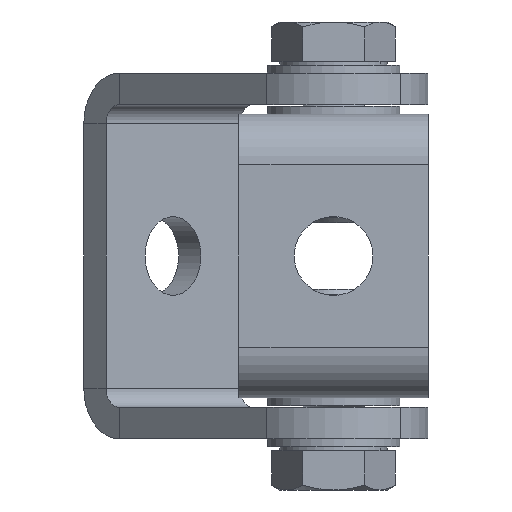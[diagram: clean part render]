
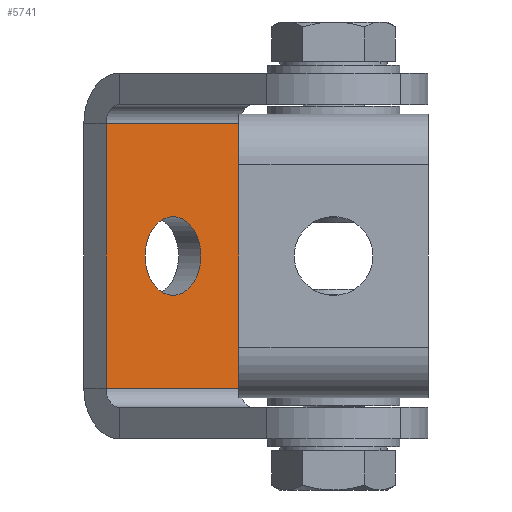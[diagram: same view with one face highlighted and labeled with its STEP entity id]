
A CAD part, front view. The second image highlights one B-rep face of the part: STEP entity #5741.
In plain terms, the highlighted face is planar.
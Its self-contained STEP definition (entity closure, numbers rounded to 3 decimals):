
#133 = ORIENTED_EDGE ( 'NONE', *, *, #9331, .F. ) ;
#184 = LINE ( 'NONE', #2778, #12726 ) ;
#195 = VERTEX_POINT ( 'NONE', #4204 ) ;
#536 = EDGE_LOOP ( 'NONE', ( #133, #4093 ) ) ;
#699 = VERTEX_POINT ( 'NONE', #13605 ) ;
#1070 = DIRECTION ( 'NONE',  ( 0., 0., 1. ) ) ;
#1177 = VERTEX_POINT ( 'NONE', #7187 ) ;
#1199 = AXIS2_PLACEMENT_3D ( 'NONE', #3145, #3478, #12767 ) ;
#1483 = EDGE_CURVE ( 'NONE', #13149, #4544, #13615, .T. ) ;
#1718 = DIRECTION ( 'NONE',  ( -1., 0., 0. ) ) ;
#1765 = CARTESIAN_POINT ( 'NONE',  ( 15., 5., 21. ) ) ;
#1950 = DIRECTION ( 'NONE',  ( 0., 0., -1. ) ) ;
#2259 = ORIENTED_EDGE ( 'NONE', *, *, #2757, .T. ) ;
#2270 = LINE ( 'NONE', #12281, #12582 ) ;
#2350 = DIRECTION ( 'NONE',  ( 1., 0., 0. ) ) ;
#2406 = CARTESIAN_POINT ( 'NONE',  ( 0., 5., 0. ) ) ;
#2600 = ORIENTED_EDGE ( 'NONE', *, *, #4136, .T. ) ;
#2757 = EDGE_CURVE ( 'NONE', #4544, #7146, #2270, .T. ) ;
#2778 = CARTESIAN_POINT ( 'NONE',  ( 15., 5., -21. ) ) ;
#2797 = VECTOR ( 'NONE', #2350, 1000. ) ;
#3005 = CARTESIAN_POINT ( 'NONE',  ( -15., 5., -29. ) ) ;
#3083 = EDGE_LOOP ( 'NONE', ( #8021, #11159, #2259, #2600 ) ) ;
#3145 = CARTESIAN_POINT ( 'NONE',  ( 0., 5., 0. ) ) ;
#3478 = DIRECTION ( 'NONE',  ( 0., 1., 0. ) ) ;
#3484 = CIRCLE ( 'NONE', #7282, 6.25 ) ;
#3502 = DIRECTION ( 'NONE',  ( 0., 0., 1. ) ) ;
#3937 = EDGE_CURVE ( 'NONE', #13149, #699, #10839, .T. ) ;
#4093 = ORIENTED_EDGE ( 'NONE', *, *, #11944, .F. ) ;
#4136 = EDGE_CURVE ( 'NONE', #7146, #699, #184, .T. ) ;
#4165 = CARTESIAN_POINT ( 'NONE',  ( -15., 5., 21. ) ) ;
#4204 = CARTESIAN_POINT ( 'NONE',  ( 0., 5., -6.25 ) ) ;
#4360 = CARTESIAN_POINT ( 'NONE',  ( 15., 5., -29. ) ) ;
#4544 = VERTEX_POINT ( 'NONE', #1765 ) ;
#4597 = DIRECTION ( 'NONE',  ( 0., 1., 0. ) ) ;
#4700 = DIRECTION ( 'NONE',  ( 0., 0., -1. ) ) ;
#5607 = CARTESIAN_POINT ( 'NONE',  ( 15., 5., -21. ) ) ;
#5741 = ADVANCED_FACE ( 'NONE', ( #6531, #13431 ), #6468, .T. ) ;
#6468 = PLANE ( 'NONE',  #12972 ) ;
#6531 = FACE_BOUND ( 'NONE', #536, .T. ) ;
#7146 = VERTEX_POINT ( 'NONE', #5607 ) ;
#7187 = CARTESIAN_POINT ( 'NONE',  ( 0., 5., 6.25 ) ) ;
#7282 = AXIS2_PLACEMENT_3D ( 'NONE', #2406, #4597, #3502 ) ;
#7824 = CARTESIAN_POINT ( 'NONE',  ( -15., 5., 21. ) ) ;
#8021 = ORIENTED_EDGE ( 'NONE', *, *, #3937, .F. ) ;
#9331 = EDGE_CURVE ( 'NONE', #1177, #195, #11124, .T. ) ;
#10839 = LINE ( 'NONE', #3005, #11871 ) ;
#11124 = CIRCLE ( 'NONE', #1199, 6.25 ) ;
#11159 = ORIENTED_EDGE ( 'NONE', *, *, #1483, .T. ) ;
#11871 = VECTOR ( 'NONE', #1950, 1000. ) ;
#11944 = EDGE_CURVE ( 'NONE', #195, #1177, #3484, .T. ) ;
#12167 = DIRECTION ( 'NONE',  ( 0., 1., 0. ) ) ;
#12281 = CARTESIAN_POINT ( 'NONE',  ( 15., 5., -29. ) ) ;
#12582 = VECTOR ( 'NONE', #4700, 1000. ) ;
#12726 = VECTOR ( 'NONE', #1718, 1000. ) ;
#12767 = DIRECTION ( 'NONE',  ( 0., 0., 1. ) ) ;
#12972 = AXIS2_PLACEMENT_3D ( 'NONE', #4360, #12167, #1070 ) ;
#13149 = VERTEX_POINT ( 'NONE', #4165 ) ;
#13431 = FACE_OUTER_BOUND ( 'NONE', #3083, .T. ) ;
#13605 = CARTESIAN_POINT ( 'NONE',  ( -15., 5., -21. ) ) ;
#13615 = LINE ( 'NONE', #7824, #2797 ) ;
